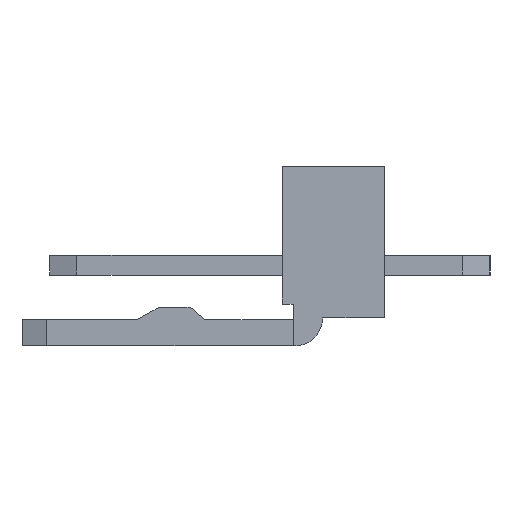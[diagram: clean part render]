
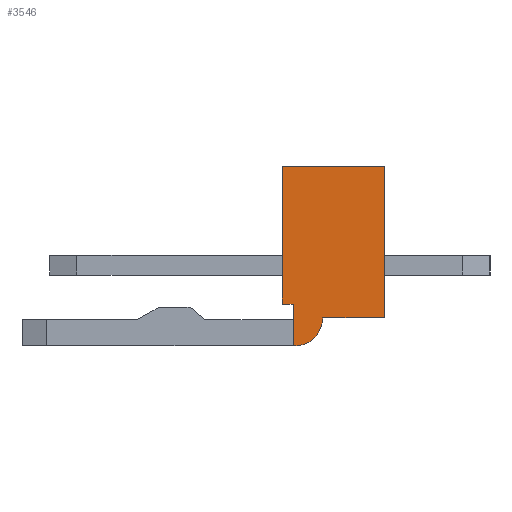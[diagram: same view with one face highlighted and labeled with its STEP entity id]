
A CAD part, left-side view. The second image highlights one B-rep face of the part: STEP entity #3546.
In plain terms, the highlighted planar face has unit normal (-1, 0, 0).
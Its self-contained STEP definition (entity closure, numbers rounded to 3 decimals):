
#1=DIRECTION('',(0.,0.,1.));
#2=VECTOR('',#1,1.35);
#3=CARTESIAN_POINT('',(-13.5,1.3,-2.85));
#4=LINE('',#3,#2);
#5=DIRECTION('',(0.,-1.,0.));
#6=VECTOR('',#5,0.35);
#7=CARTESIAN_POINT('',(-13.5,1.65,-1.5));
#8=LINE('',#7,#6);
#9=DIRECTION('',(0.,0.,1.));
#10=VECTOR('',#9,4.45);
#11=CARTESIAN_POINT('',(-13.5,1.65,-1.5));
#12=LINE('',#11,#10);
#13=DIRECTION('',(0.,-1.,0.));
#14=VECTOR('',#13,3.3);
#15=CARTESIAN_POINT('',(-13.5,1.65,2.95));
#16=LINE('',#15,#14);
#17=DIRECTION('',(0.,0.,-1.));
#18=VECTOR('',#17,4.9);
#19=CARTESIAN_POINT('',(-13.5,-1.65,2.95));
#20=LINE('',#19,#18);
#21=DIRECTION('',(0.,1.,0.));
#22=VECTOR('',#21,2.);
#23=CARTESIAN_POINT('',(-13.5,-1.65,-1.95));
#24=LINE('',#23,#22);
#25=CARTESIAN_POINT('',(-13.5,1.25,-1.95));
#26=DIRECTION('',(1.,0.,0.));
#27=DIRECTION('',(0.,-1.,0.));
#28=AXIS2_PLACEMENT_3D('',#25,#26,#27);
#30=DIRECTION('',(0.,1.,0.));
#31=VECTOR('',#30,0.05);
#32=CARTESIAN_POINT('',(-13.5,1.25,-2.85));
#33=LINE('',#32,#31);
#2643=CARTESIAN_POINT('',(-13.5,1.65,2.95));
#2644=CARTESIAN_POINT('',(-13.5,-1.65,2.95));
#2645=VERTEX_POINT('',#2643);
#2646=VERTEX_POINT('',#2644);
#2647=CARTESIAN_POINT('',(-13.5,-1.65,-1.95));
#2648=VERTEX_POINT('',#2647);
#2649=CARTESIAN_POINT('',(-13.5,0.35,-1.95));
#2650=VERTEX_POINT('',#2649);
#2651=CARTESIAN_POINT('',(-13.5,1.25,-2.85));
#2652=VERTEX_POINT('',#2651);
#3495=CARTESIAN_POINT('',(-13.5,1.3,-2.85));
#3496=CARTESIAN_POINT('',(-13.5,1.3,-1.5));
#3497=VERTEX_POINT('',#3495);
#3498=VERTEX_POINT('',#3496);
#3503=CARTESIAN_POINT('',(-13.5,1.65,-1.5));
#3505=VERTEX_POINT('',#3503);
#3523=CARTESIAN_POINT('',(-13.5,0.,0.));
#3524=DIRECTION('',(1.,0.,0.));
#3525=DIRECTION('',(0.,0.,-1.));
#3526=AXIS2_PLACEMENT_3D('',#3523,#3524,#3525);
#3527=PLANE('',#3526);
#3529=ORIENTED_EDGE('',*,*,#3528,.T.);
#3531=ORIENTED_EDGE('',*,*,#3530,.F.);
#3533=ORIENTED_EDGE('',*,*,#3532,.T.);
#3535=ORIENTED_EDGE('',*,*,#3534,.T.);
#3537=ORIENTED_EDGE('',*,*,#3536,.T.);
#3539=ORIENTED_EDGE('',*,*,#3538,.T.);
#3541=ORIENTED_EDGE('',*,*,#3540,.T.);
#3543=ORIENTED_EDGE('',*,*,#3542,.T.);
#3544=EDGE_LOOP('',(#3529,#3531,#3533,#3535,#3537,#3539,#3541,#3543));
#3545=FACE_OUTER_BOUND('',#3544,.F.);
#3546=ADVANCED_FACE('',(#3545),#3527,.F.);
#29=CIRCLE('',#28,0.9);
#3528=EDGE_CURVE('',#3497,#3498,#4,.T.);
#3530=EDGE_CURVE('',#3505,#3498,#8,.T.);
#3532=EDGE_CURVE('',#3505,#2645,#12,.T.);
#3534=EDGE_CURVE('',#2645,#2646,#16,.T.);
#3536=EDGE_CURVE('',#2646,#2648,#20,.T.);
#3538=EDGE_CURVE('',#2648,#2650,#24,.T.);
#3540=EDGE_CURVE('',#2650,#2652,#29,.T.);
#3542=EDGE_CURVE('',#2652,#3497,#33,.T.);
